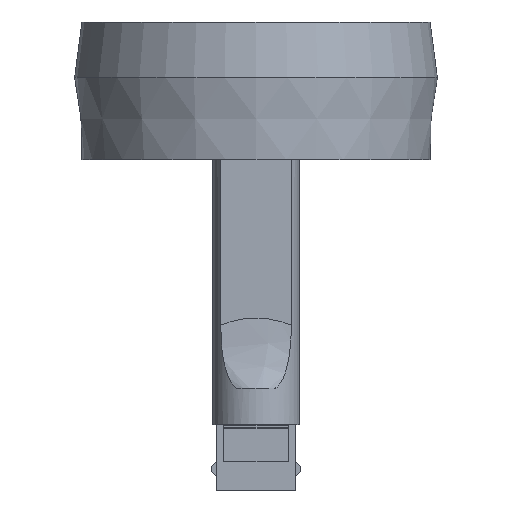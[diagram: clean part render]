
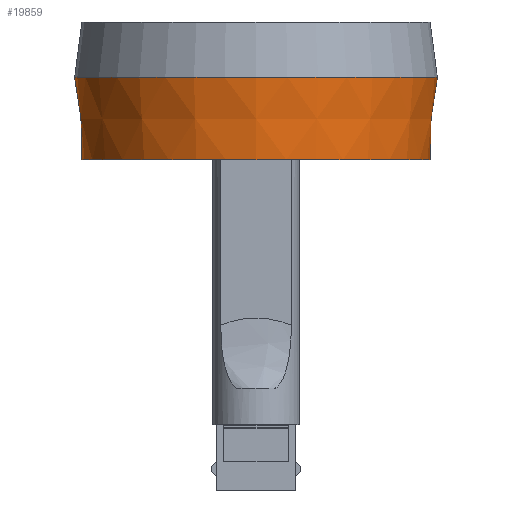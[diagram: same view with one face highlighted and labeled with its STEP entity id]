
A CAD part, left-side view. The second image highlights one B-rep face of the part: STEP entity #19859.
In plain terms, the highlighted conical face has half-angle 5.02 degrees and reference radius 24.5 mm.
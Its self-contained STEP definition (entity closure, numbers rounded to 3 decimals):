
#13=CONICAL_SURFACE('',#21126,24.5,0.088);
#1484=FACE_OUTER_BOUND('',#2551,.T.);
#2551=EDGE_LOOP('',(#15884,#15885,#15886,#15887));
#4149=LINE('',#29929,#6688);
#6688=VECTOR('',#24206,24.5);
#8408=CIRCLE('',#21125,25.);
#8409=CIRCLE('',#21127,24.);
#9394=VERTEX_POINT('',#29923);
#9395=VERTEX_POINT('',#29927);
#11747=EDGE_CURVE('',#9394,#9394,#8408,.T.);
#11748=EDGE_CURVE('',#9395,#9395,#8409,.T.);
#11749=EDGE_CURVE('',#9395,#9394,#4149,.T.);
#15884=ORIENTED_EDGE('',*,*,#11748,.T.);
#15885=ORIENTED_EDGE('',*,*,#11749,.T.);
#15886=ORIENTED_EDGE('',*,*,#11747,.T.);
#15887=ORIENTED_EDGE('',*,*,#11749,.F.);
#19859=ADVANCED_FACE('',(#1484),#13,.T.);
#21125=AXIS2_PLACEMENT_3D('',#29925,#24200,#24201);
#21126=AXIS2_PLACEMENT_3D('',#29926,#24202,#24203);
#21127=AXIS2_PLACEMENT_3D('',#29928,#24204,#24205);
#24200=DIRECTION('center_axis',(0.,0.,-1.));
#24201=DIRECTION('ref_axis',(-1.,0.,0.));
#24202=DIRECTION('center_axis',(0.,0.,1.));
#24203=DIRECTION('ref_axis',(-1.,0.,0.));
#24204=DIRECTION('center_axis',(0.,0.,1.));
#24205=DIRECTION('ref_axis',(-1.,0.,0.));
#24206=DIRECTION('',(0.088,0.,0.996));
#29923=CARTESIAN_POINT('',(-5.75,0.,47.884));
#29925=CARTESIAN_POINT('Origin',(-30.75,0.,47.884));
#29926=CARTESIAN_POINT('Origin',(-30.75,0.,42.192));
#29927=CARTESIAN_POINT('',(-6.75,0.,36.5));
#29928=CARTESIAN_POINT('Origin',(-30.75,0.,36.5));
#29929=CARTESIAN_POINT('',(-6.25,0.,42.192));
